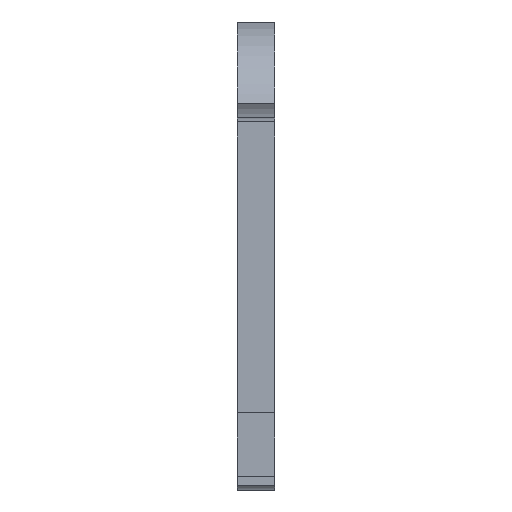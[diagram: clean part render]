
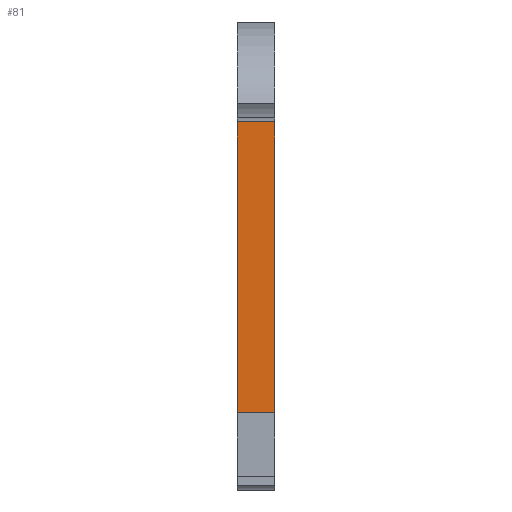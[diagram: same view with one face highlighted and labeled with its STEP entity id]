
A CAD part, left-side view. The second image highlights one B-rep face of the part: STEP entity #81.
In plain terms, the highlighted free-form (B-spline) face has degree [1, 1] with [2, 2] control points.
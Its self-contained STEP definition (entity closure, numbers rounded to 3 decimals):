
#58 = VERTEX_POINT('',#59);
#59 = CARTESIAN_POINT('',(-72.306,0.,-6.278));
#64 = EDGE_CURVE('',#65,#58,#67,.T.);
#65 = VERTEX_POINT('',#66);
#66 = CARTESIAN_POINT('',(-72.306,1.817,-6.278
    ));
#67 = B_SPLINE_CURVE_WITH_KNOTS('',1,(#68,#69),.UNSPECIFIED.,.F.,.F.,(2,
    2),(-0.,2.),.PIECEWISE_BEZIER_KNOTS.);
#68 = CARTESIAN_POINT('',(-72.306,1.817,-6.278
    ));
#69 = CARTESIAN_POINT('',(-72.306,0.,-6.278));
#81 = ADVANCED_FACE('',(#82),#104,.T.);
#82 = FACE_BOUND('',#83,.T.);
#83 = EDGE_LOOP('',(#84,#91,#98,#103));
#84 = ORIENTED_EDGE('',*,*,#85,.F.);
#85 = EDGE_CURVE('',#86,#58,#88,.T.);
#86 = VERTEX_POINT('',#87);
#87 = CARTESIAN_POINT('',(-72.306,0.,7.923));
#88 = B_SPLINE_CURVE_WITH_KNOTS('',1,(#89,#90),.UNSPECIFIED.,.F.,.F.,(2,
    2),(0.,15.631),.PIECEWISE_BEZIER_KNOTS.);
#89 = CARTESIAN_POINT('',(-72.306,0.,7.923));
#90 = CARTESIAN_POINT('',(-72.306,0.,-6.278));
#91 = ORIENTED_EDGE('',*,*,#92,.F.);
#92 = EDGE_CURVE('',#93,#86,#95,.T.);
#93 = VERTEX_POINT('',#94);
#94 = CARTESIAN_POINT('',(-72.306,1.817,7.923)
  );
#95 = B_SPLINE_CURVE_WITH_KNOTS('',1,(#96,#97),.UNSPECIFIED.,.F.,.F.,(2,
    2),(-0.,2.),.PIECEWISE_BEZIER_KNOTS.);
#96 = CARTESIAN_POINT('',(-72.306,1.817,7.923)
  );
#97 = CARTESIAN_POINT('',(-72.306,0.,7.923));
#98 = ORIENTED_EDGE('',*,*,#99,.T.);
#99 = EDGE_CURVE('',#93,#65,#100,.T.);
#100 = B_SPLINE_CURVE_WITH_KNOTS('',1,(#101,#102),.UNSPECIFIED.,.F.,.F.,
  (2,2),(0.,15.631),.PIECEWISE_BEZIER_KNOTS.);
#101 = CARTESIAN_POINT('',(-72.306,1.817,7.923
    ));
#102 = CARTESIAN_POINT('',(-72.306,1.817,
    -6.278));
#103 = ORIENTED_EDGE('',*,*,#64,.T.);
#104 = B_SPLINE_SURFACE_WITH_KNOTS('',1,1,(
    (#105,#106)
    ,(#107,#108
    )),.UNSPECIFIED.,.F.,.F.,.F.,(2,2),(2,2),(-15.631,0.),(-2.,
    0.),.PIECEWISE_BEZIER_KNOTS.);
#105 = CARTESIAN_POINT('',(-72.306,0.,-6.278));
#106 = CARTESIAN_POINT('',(-72.306,1.817,
    -6.278));
#107 = CARTESIAN_POINT('',(-72.306,0.,7.923));
#108 = CARTESIAN_POINT('',(-72.306,1.817,7.923
    ));
